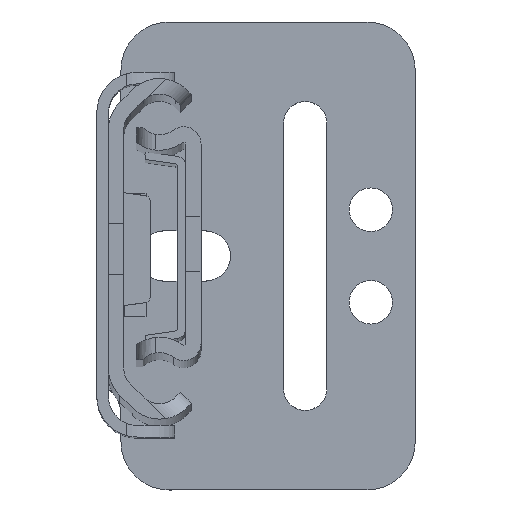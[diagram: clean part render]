
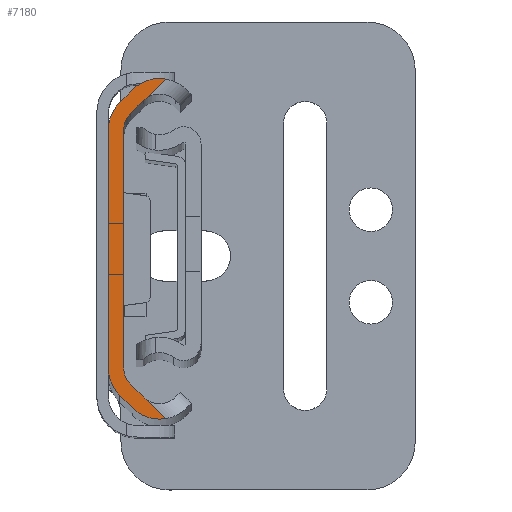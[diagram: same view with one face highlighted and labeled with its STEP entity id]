
A CAD part, top view. The second image highlights one B-rep face of the part: STEP entity #7180.
In plain terms, the highlighted planar face has unit normal (0, 0, 1).
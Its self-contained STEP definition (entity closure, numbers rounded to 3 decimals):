
#4 = EDGE_CURVE ( 'NONE', #496, #3452, #6942, .T. ) ;
#36 = DIRECTION ( 'NONE',  ( 1., 0., 0. ) ) ;
#217 = AXIS2_PLACEMENT_3D ( 'NONE', #2187, #261, #7302 ) ;
#261 = DIRECTION ( 'NONE',  ( 0., 0., 1. ) ) ;
#494 = CARTESIAN_POINT ( 'NONE',  ( 5.3, -13.67, 0. ) ) ;
#496 = VERTEX_POINT ( 'NONE', #540 ) ;
#540 = CARTESIAN_POINT ( 'NONE',  ( 3.617, 15.353, 0. ) ) ;
#543 = DIRECTION ( 'NONE',  ( 0.707, -0.707, 0. ) ) ;
#547 = ORIENTED_EDGE ( 'NONE', *, *, #2108, .T. ) ;
#576 = LINE ( 'NONE', #3187, #1222 ) ;
#783 = DIRECTION ( 'NONE',  ( 0.707, 0.707, 0. ) ) ;
#1130 = ORIENTED_EDGE ( 'NONE', *, *, #4219, .T. ) ;
#1187 = FACE_OUTER_BOUND ( 'NONE', #4856, .T. ) ;
#1203 = VERTEX_POINT ( 'NONE', #5035 ) ;
#1210 = CARTESIAN_POINT ( 'NONE',  ( 1.6, -12.342, 0. ) ) ;
#1222 = VECTOR ( 'NONE', #783, 1000. ) ;
#1252 = CARTESIAN_POINT ( 'NONE',  ( 4.061, 15.702, 0. ) ) ;
#1256 = ORIENTED_EDGE ( 'NONE', *, *, #1573, .T. ) ;
#1341 = CARTESIAN_POINT ( 'NONE',  ( 5.3, 13.67, 0. ) ) ;
#1448 = VECTOR ( 'NONE', #1597, 1000. ) ;
#1554 = DIRECTION ( 'NONE',  ( 0., 0., -1. ) ) ;
#1557 = CIRCLE ( 'NONE', #6253, 2.4 ) ;
#1564 = ORIENTED_EDGE ( 'NONE', *, *, #3851, .T. ) ;
#1573 = EDGE_CURVE ( 'NONE', #4843, #4607, #3069, .T. ) ;
#1597 = DIRECTION ( 'NONE',  ( 0., 1., 0. ) ) ;
#1676 = CARTESIAN_POINT ( 'NONE',  ( 0., 0., 0. ) ) ;
#1703 = CIRCLE ( 'NONE', #2914, 4. ) ;
#1739 = EDGE_CURVE ( 'NONE', #2682, #6830, #2478, .T. ) ;
#1776 = EDGE_CURVE ( 'NONE', #3452, #2491, #576, .T. ) ;
#1836 = ORIENTED_EDGE ( 'NONE', *, *, #4083, .T. ) ;
#1867 = CARTESIAN_POINT ( 'NONE',  ( 5.955, 17.596, 0. ) ) ;
#1982 = CIRCLE ( 'NONE', #2934, 4. ) ;
#2108 = EDGE_CURVE ( 'NONE', #6158, #1203, #3687, .T. ) ;
#2136 = VECTOR ( 'NONE', #3058, 1000. ) ;
#2165 = CARTESIAN_POINT ( 'NONE',  ( 1.6, 12.342, 0. ) ) ;
#2187 = CARTESIAN_POINT ( 'NONE',  ( 5.3, 13.67, 0. ) ) ;
#2278 = ORIENTED_EDGE ( 'NONE', *, *, #7748, .T. ) ;
#2317 = CARTESIAN_POINT ( 'NONE',  ( 1.6, 0., 0. ) ) ;
#2346 = DIRECTION ( 'NONE',  ( 0., 0., 1. ) ) ;
#2404 = ORIENTED_EDGE ( 'NONE', *, *, #8117, .T. ) ;
#2451 = AXIS2_PLACEMENT_3D ( 'NONE', #4264, #6811, #7447 ) ;
#2478 = LINE ( 'NONE', #2598, #4026 ) ;
#2491 = VERTEX_POINT ( 'NONE', #1867 ) ;
#2515 = VERTEX_POINT ( 'NONE', #7533 ) ;
#2569 = DIRECTION ( 'NONE',  ( 0., 0., -1. ) ) ;
#2598 = CARTESIAN_POINT ( 'NONE',  ( 2.303, -14.039, 0. ) ) ;
#2669 = VECTOR ( 'NONE', #543, 1000. ) ;
#2682 = VERTEX_POINT ( 'NONE', #7350 ) ;
#2732 = EDGE_CURVE ( 'NONE', #3412, #2515, #4789, .T. ) ;
#2749 = CARTESIAN_POINT ( 'NONE',  ( 1.172, 15.17, 0. ) ) ;
#2914 = AXIS2_PLACEMENT_3D ( 'NONE', #4171, #3581, #8058 ) ;
#2934 = AXIS2_PLACEMENT_3D ( 'NONE', #7415, #6779, #4102 ) ;
#3058 = DIRECTION ( 'NONE',  ( -0.707, 0.707, 0. ) ) ;
#3069 = LINE ( 'NONE', #1676, #7638 ) ;
#3149 = LINE ( 'NONE', #4402, #2669 ) ;
#3187 = CARTESIAN_POINT ( 'NONE',  ( -9.991, 1.65, 0. ) ) ;
#3412 = VERTEX_POINT ( 'NONE', #8003 ) ;
#3452 = VERTEX_POINT ( 'NONE', #1252 ) ;
#3505 = ORIENTED_EDGE ( 'NONE', *, *, #7513, .T. ) ;
#3542 = ORIENTED_EDGE ( 'NONE', *, *, #1776, .T. ) ;
#3581 = DIRECTION ( 'NONE',  ( 0., 0., 1. ) ) ;
#3679 = PLANE ( 'NONE',  #2451 ) ;
#3687 = LINE ( 'NONE', #6238, #2136 ) ;
#3791 = VECTOR ( 'NONE', #6630, 1000. ) ;
#3851 = EDGE_CURVE ( 'NONE', #2515, #4843, #1982, .T. ) ;
#3853 = EDGE_CURVE ( 'NONE', #5542, #496, #6028, .T. ) ;
#3876 = AXIS2_PLACEMENT_3D ( 'NONE', #7838, #5149, #36 ) ;
#3916 = ORIENTED_EDGE ( 'NONE', *, *, #4217, .T. ) ;
#4026 = VECTOR ( 'NONE', #5147, 1000. ) ;
#4083 = EDGE_CURVE ( 'NONE', #5411, #6713, #4327, .T. ) ;
#4102 = DIRECTION ( 'NONE',  ( 1., 0., 0. ) ) ;
#4126 = DIRECTION ( 'NONE',  ( 1., 0., 0. ) ) ;
#4137 = VECTOR ( 'NONE', #6693, 1000. ) ;
#4160 = ORIENTED_EDGE ( 'NONE', *, *, #7556, .T. ) ;
#4171 = CARTESIAN_POINT ( 'NONE',  ( 4., -12.342, 0. ) ) ;
#4217 = EDGE_CURVE ( 'NONE', #6933, #8102, #3149, .T. ) ;
#4219 = EDGE_CURVE ( 'NONE', #1203, #2682, #7349, .T. ) ;
#4264 = CARTESIAN_POINT ( 'NONE',  ( 4., -12.342, 0. ) ) ;
#4311 = ORIENTED_EDGE ( 'NONE', *, *, #1739, .T. ) ;
#4327 = LINE ( 'NONE', #2317, #1448 ) ;
#4389 = CARTESIAN_POINT ( 'NONE',  ( 2.303, -14.039, 0. ) ) ;
#4402 = CARTESIAN_POINT ( 'NONE',  ( 1.172, -15.17, 0. ) ) ;
#4485 = CARTESIAN_POINT ( 'NONE',  ( 2.486, -16.484, 0. ) ) ;
#4497 = CIRCLE ( 'NONE', #217, 3.98 ) ;
#4528 = DIRECTION ( 'NONE',  ( 1., 0., 0. ) ) ;
#4607 = VERTEX_POINT ( 'NONE', #5102 ) ;
#4627 = AXIS2_PLACEMENT_3D ( 'NONE', #494, #2346, #4900 ) ;
#4685 = CARTESIAN_POINT ( 'NONE',  ( 2.303, 14.039, 0. ) ) ;
#4744 = CARTESIAN_POINT ( 'NONE',  ( 4., -12.342, 0. ) ) ;
#4765 = CARTESIAN_POINT ( 'NONE',  ( 2.303, 14.039, 0. ) ) ;
#4789 = LINE ( 'NONE', #2749, #3791 ) ;
#4843 = VERTEX_POINT ( 'NONE', #6023 ) ;
#4856 = EDGE_LOOP ( 'NONE', ( #6635, #547, #1130, #4311, #4160, #1836, #2404, #7927, #5961, #3542, #3505, #4893, #1564, #1256, #2278, #3916 ) ) ;
#4893 = ORIENTED_EDGE ( 'NONE', *, *, #2732, .T. ) ;
#4900 = DIRECTION ( 'NONE',  ( 1., 0., 0. ) ) ;
#5035 = CARTESIAN_POINT ( 'NONE',  ( 4.061, -15.702, 0. ) ) ;
#5102 = CARTESIAN_POINT ( 'NONE',  ( 0., -12.342, 0. ) ) ;
#5147 = DIRECTION ( 'NONE',  ( -0.707, 0.707, 0. ) ) ;
#5149 = DIRECTION ( 'NONE',  ( 0., 0., -1. ) ) ;
#5411 = VERTEX_POINT ( 'NONE', #1210 ) ;
#5430 = CIRCLE ( 'NONE', #4627, 3.98 ) ;
#5542 = VERTEX_POINT ( 'NONE', #4685 ) ;
#5649 = EDGE_CURVE ( 'NONE', #8102, #6158, #5430, .T. ) ;
#5837 = CIRCLE ( 'NONE', #6634, 2.4 ) ;
#5846 = CARTESIAN_POINT ( 'NONE',  ( 1.172, -15.17, 0. ) ) ;
#5961 = ORIENTED_EDGE ( 'NONE', *, *, #4, .T. ) ;
#6023 = CARTESIAN_POINT ( 'NONE',  ( 0., 12.342, 0. ) ) ;
#6028 = LINE ( 'NONE', #4765, #4137 ) ;
#6158 = VERTEX_POINT ( 'NONE', #8225 ) ;
#6238 = CARTESIAN_POINT ( 'NONE',  ( 2.35, -13.991, 0. ) ) ;
#6253 = AXIS2_PLACEMENT_3D ( 'NONE', #7006, #6335, #4528 ) ;
#6335 = DIRECTION ( 'NONE',  ( 0., 0., -1. ) ) ;
#6630 = DIRECTION ( 'NONE',  ( -0.707, -0.707, 0. ) ) ;
#6634 = AXIS2_PLACEMENT_3D ( 'NONE', #4744, #1554, #4126 ) ;
#6635 = ORIENTED_EDGE ( 'NONE', *, *, #5649, .T. ) ;
#6664 = AXIS2_PLACEMENT_3D ( 'NONE', #1341, #2569, #7135 ) ;
#6693 = DIRECTION ( 'NONE',  ( 0.707, 0.707, 0. ) ) ;
#6713 = VERTEX_POINT ( 'NONE', #2165 ) ;
#6779 = DIRECTION ( 'NONE',  ( 0., 0., 1. ) ) ;
#6811 = DIRECTION ( 'NONE',  ( 0., 0., 1. ) ) ;
#6830 = VERTEX_POINT ( 'NONE', #4389 ) ;
#6933 = VERTEX_POINT ( 'NONE', #5846 ) ;
#6942 = CIRCLE ( 'NONE', #6664, 2.38 ) ;
#7006 = CARTESIAN_POINT ( 'NONE',  ( 4., 12.342, 0. ) ) ;
#7135 = DIRECTION ( 'NONE',  ( 1., 0., 0. ) ) ;
#7180 = ADVANCED_FACE ( 'NONE', ( #1187 ), #3679, .T. ) ;
#7302 = DIRECTION ( 'NONE',  ( 1., 0., 0. ) ) ;
#7349 = CIRCLE ( 'NONE', #3876, 2.38 ) ;
#7350 = CARTESIAN_POINT ( 'NONE',  ( 3.617, -15.353, 0. ) ) ;
#7415 = CARTESIAN_POINT ( 'NONE',  ( 4., 12.342, 0. ) ) ;
#7447 = DIRECTION ( 'NONE',  ( 1., 0., 0. ) ) ;
#7513 = EDGE_CURVE ( 'NONE', #2491, #3412, #4497, .T. ) ;
#7533 = CARTESIAN_POINT ( 'NONE',  ( 1.172, 15.17, 0. ) ) ;
#7556 = EDGE_CURVE ( 'NONE', #6830, #5411, #5837, .T. ) ;
#7638 = VECTOR ( 'NONE', #8173, 1000. ) ;
#7748 = EDGE_CURVE ( 'NONE', #4607, #6933, #1703, .T. ) ;
#7838 = CARTESIAN_POINT ( 'NONE',  ( 5.3, -13.67, 0. ) ) ;
#7927 = ORIENTED_EDGE ( 'NONE', *, *, #3853, .T. ) ;
#8003 = CARTESIAN_POINT ( 'NONE',  ( 2.486, 16.484, 0. ) ) ;
#8058 = DIRECTION ( 'NONE',  ( 1., 0., 0. ) ) ;
#8102 = VERTEX_POINT ( 'NONE', #4485 ) ;
#8117 = EDGE_CURVE ( 'NONE', #6713, #5542, #1557, .T. ) ;
#8173 = DIRECTION ( 'NONE',  ( 0., -1., 0. ) ) ;
#8225 = CARTESIAN_POINT ( 'NONE',  ( 5.955, -17.596, 0. ) ) ;
